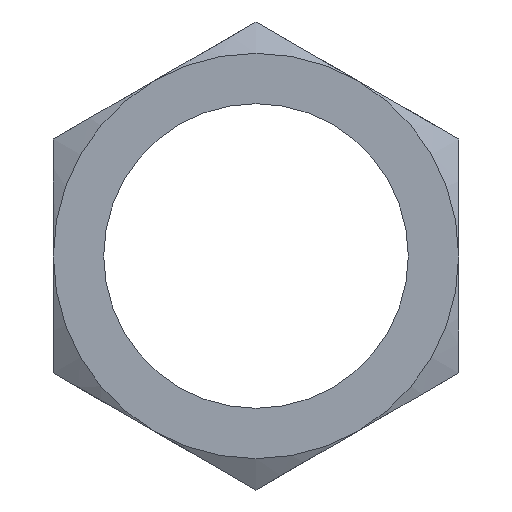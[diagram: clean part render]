
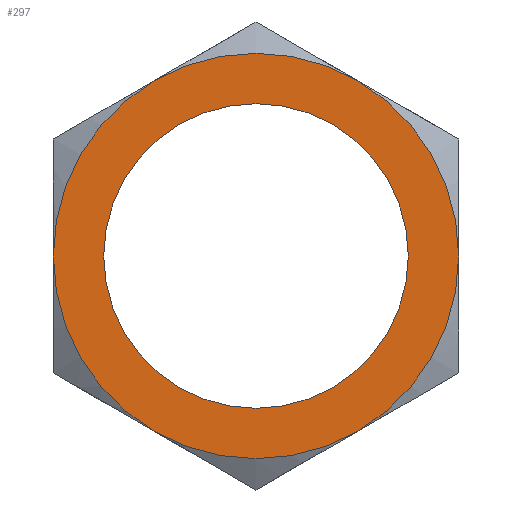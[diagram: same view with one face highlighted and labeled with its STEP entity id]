
A CAD part, left-side view. The second image highlights one B-rep face of the part: STEP entity #297.
In plain terms, the highlighted planar face has unit normal (-1, 0, 0).
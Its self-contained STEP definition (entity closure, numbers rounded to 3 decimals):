
#67=PLANE('',#322);
#76=FACE_BOUND('',#102,.T.);
#79=FACE_OUTER_BOUND('',#101,.T.);
#101=EDGE_LOOP('',(#209,#210,#211,#212,#213,#214));
#102=EDGE_LOOP('',(#215));
#123=CIRCLE('',#320,1.785);
#125=CIRCLE('',#323,2.375);
#126=CIRCLE('',#324,2.375);
#127=CIRCLE('',#325,2.375);
#128=CIRCLE('',#326,2.375);
#129=CIRCLE('',#327,2.375);
#130=CIRCLE('',#328,2.375);
#137=VERTEX_POINT('',#434);
#139=VERTEX_POINT('',#439);
#140=VERTEX_POINT('',#440);
#141=VERTEX_POINT('',#442);
#142=VERTEX_POINT('',#444);
#143=VERTEX_POINT('',#446);
#144=VERTEX_POINT('',#448);
#163=EDGE_CURVE('',#137,#137,#123,.T.);
#165=EDGE_CURVE('',#139,#140,#125,.T.);
#166=EDGE_CURVE('',#141,#139,#126,.T.);
#167=EDGE_CURVE('',#142,#141,#127,.T.);
#168=EDGE_CURVE('',#143,#142,#128,.T.);
#169=EDGE_CURVE('',#144,#143,#129,.T.);
#170=EDGE_CURVE('',#140,#144,#130,.T.);
#209=ORIENTED_EDGE('',*,*,#165,.F.);
#210=ORIENTED_EDGE('',*,*,#166,.F.);
#211=ORIENTED_EDGE('',*,*,#167,.F.);
#212=ORIENTED_EDGE('',*,*,#168,.F.);
#213=ORIENTED_EDGE('',*,*,#169,.F.);
#214=ORIENTED_EDGE('',*,*,#170,.F.);
#215=ORIENTED_EDGE('',*,*,#163,.T.);
#297=ADVANCED_FACE('',(#79,#76),#67,.F.);
#320=AXIS2_PLACEMENT_3D('',#435,#358,#359);
#322=AXIS2_PLACEMENT_3D('',#438,#362,#363);
#323=AXIS2_PLACEMENT_3D('',#441,#364,#365);
#324=AXIS2_PLACEMENT_3D('',#443,#366,#367);
#325=AXIS2_PLACEMENT_3D('',#445,#368,#369);
#326=AXIS2_PLACEMENT_3D('',#447,#370,#371);
#327=AXIS2_PLACEMENT_3D('',#449,#372,#373);
#328=AXIS2_PLACEMENT_3D('',#450,#374,#375);
#358=DIRECTION('center_axis',(1.,0.,0.));
#359=DIRECTION('ref_axis',(0.,-1.,0.));
#362=DIRECTION('center_axis',(1.,0.,0.));
#363=DIRECTION('ref_axis',(0.,-0.5,0.866));
#364=DIRECTION('center_axis',(1.,0.,0.));
#365=DIRECTION('ref_axis',(0.,-0.5,0.866));
#366=DIRECTION('center_axis',(1.,0.,0.));
#367=DIRECTION('ref_axis',(0.,-0.5,0.866));
#368=DIRECTION('center_axis',(1.,0.,0.));
#369=DIRECTION('ref_axis',(0.,-0.5,0.866));
#370=DIRECTION('center_axis',(1.,0.,0.));
#371=DIRECTION('ref_axis',(0.,-0.5,0.866));
#372=DIRECTION('center_axis',(1.,0.,0.));
#373=DIRECTION('ref_axis',(0.,-0.5,0.866));
#374=DIRECTION('center_axis',(1.,0.,0.));
#375=DIRECTION('ref_axis',(0.,-0.5,0.866));
#434=CARTESIAN_POINT('',(-6.967,1.785,0.457));
#435=CARTESIAN_POINT('Origin',(-6.967,0.,0.457));
#438=CARTESIAN_POINT('Origin',(-6.967,0.,0.457));
#439=CARTESIAN_POINT('',(-6.967,-1.187,2.514));
#440=CARTESIAN_POINT('',(-6.967,-2.375,0.457));
#441=CARTESIAN_POINT('Origin',(-6.967,0.,
0.457));
#442=CARTESIAN_POINT('',(-6.967,1.187,2.514));
#443=CARTESIAN_POINT('Origin',(-6.967,0.,
0.457));
#444=CARTESIAN_POINT('',(-6.967,2.375,0.457));
#445=CARTESIAN_POINT('Origin',(-6.967,0.,
0.457));
#446=CARTESIAN_POINT('',(-6.967,1.187,-1.599));
#447=CARTESIAN_POINT('Origin',(-6.967,0.,
0.457));
#448=CARTESIAN_POINT('',(-6.967,-1.187,-1.599));
#449=CARTESIAN_POINT('Origin',(-6.967,0.,
0.457));
#450=CARTESIAN_POINT('Origin',(-6.967,0.,
0.457));
